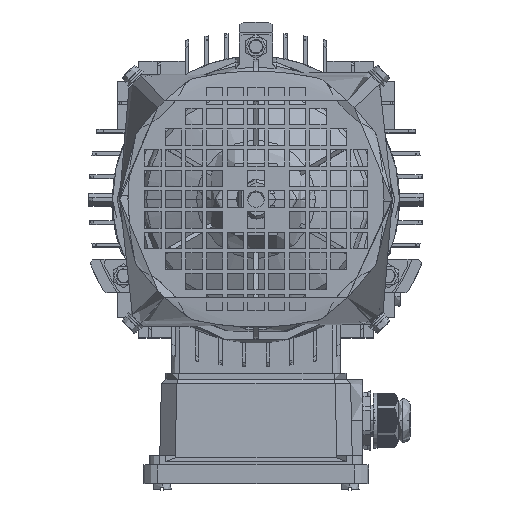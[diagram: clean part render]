
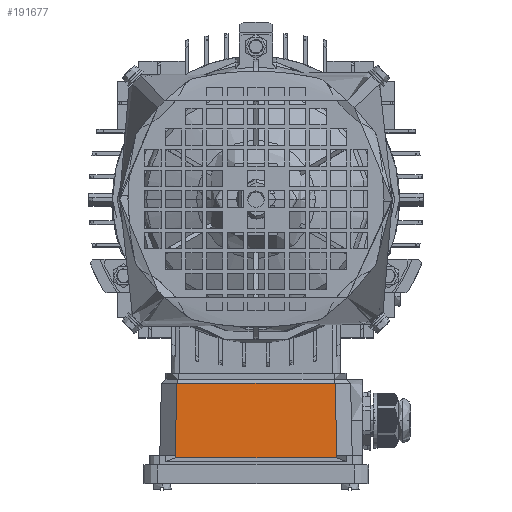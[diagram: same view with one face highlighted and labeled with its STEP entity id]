
A CAD part, top view. The second image highlights one B-rep face of the part: STEP entity #191677.
In plain terms, the highlighted planar face has unit normal (0, 0.023, 1).
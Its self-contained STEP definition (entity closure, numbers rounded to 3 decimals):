
#1575 = CARTESIAN_POINT ( 'NONE',  ( 38.836, -124., 101.614 ) ) ;
#1842 = DIRECTION ( 'NONE',  ( 0.023, 0.999, -0.023 ) ) ;
#2178 = CARTESIAN_POINT ( 'NONE',  ( -39.149, -124., 101.614 ) ) ;
#3080 = VECTOR ( 'NONE', #165925, 1000. ) ;
#4808 = VECTOR ( 'NONE', #198238, 1000. ) ;
#8591 = LINE ( 'NONE', #155177, #188746 ) ;
#9871 = LINE ( 'NONE', #52577, #45385 ) ;
#18034 = LINE ( 'NONE', #100101, #198171 ) ;
#22717 = VECTOR ( 'NONE', #44566, 1000. ) ;
#24836 = CARTESIAN_POINT ( 'NONE',  ( 38.355, -89., 100.82 ) ) ;
#25524 = CARTESIAN_POINT ( 'NONE',  ( -38.859, -125., 101.637 ) ) ;
#25935 = ORIENTED_EDGE ( 'NONE', *, *, #62262, .F. ) ;
#27110 = EDGE_CURVE ( 'NONE', #76697, #119377, #97721, .T. ) ;
#29783 = CARTESIAN_POINT ( 'NONE',  ( -38.836, -124., 101.614 ) ) ;
#35854 = EDGE_CURVE ( 'NONE', #67947, #174252, #44076, .T. ) ;
#43072 = PLANE ( 'NONE',  #221122 ) ;
#44076 = LINE ( 'NONE', #148373, #3080 ) ;
#44566 = DIRECTION ( 'NONE',  ( -1., 0., 0. ) ) ;
#45385 = VECTOR ( 'NONE', #192127, 1000. ) ;
#52577 = CARTESIAN_POINT ( 'NONE',  ( 38.836, -124., 101.614 ) ) ;
#59176 = ORIENTED_EDGE ( 'NONE', *, *, #113446, .F. ) ;
#59287 = EDGE_CURVE ( 'NONE', #67947, #174268, #9871, .T. ) ;
#62262 = EDGE_CURVE ( 'NONE', #119377, #225397, #77569, .T. ) ;
#66657 = VECTOR ( 'NONE', #124750, 1000. ) ;
#67947 = VERTEX_POINT ( 'NONE', #1575 ) ;
#76697 = VERTEX_POINT ( 'NONE', #29783 ) ;
#77569 = LINE ( 'NONE', #107190, #66657 ) ;
#87154 = CARTESIAN_POINT ( 'NONE',  ( 38.859, -125., 101.637 ) ) ;
#92904 = EDGE_LOOP ( 'NONE', ( #25935, #216713, #59176, #170944, #191588, #143108, #221127, #136205 ) ) ;
#97721 = LINE ( 'NONE', #128862, #4808 ) ;
#100101 = CARTESIAN_POINT ( 'NONE',  ( 51.75, -89., 100.82 ) ) ;
#107190 = CARTESIAN_POINT ( 'NONE',  ( -38.752, -106.5, 101.217 ) ) ;
#113446 = EDGE_CURVE ( 'NONE', #191680, #76697, #133636, .T. ) ;
#119377 = VERTEX_POINT ( 'NONE', #2178 ) ;
#124750 = DIRECTION ( 'NONE',  ( 0.023, 0.999, -0.023 ) ) ;
#128862 = CARTESIAN_POINT ( 'NONE',  ( 51.75, -124., 101.614 ) ) ;
#133636 = LINE ( 'NONE', #210967, #220981 ) ;
#136205 = ORIENTED_EDGE ( 'NONE', *, *, #140942, .F. ) ;
#138211 = FACE_OUTER_BOUND ( 'NONE', #92904, .T. ) ;
#140942 = EDGE_CURVE ( 'NONE', #225397, #159205, #18034, .T. ) ;
#143108 = ORIENTED_EDGE ( 'NONE', *, *, #35854, .T. ) ;
#148373 = CARTESIAN_POINT ( 'NONE',  ( 46.682, -124., 101.614 ) ) ;
#151977 = DIRECTION ( 'NONE',  ( 1., 0., 0. ) ) ;
#155177 = CARTESIAN_POINT ( 'NONE',  ( 38.355, -89., 100.82 ) ) ;
#155256 = CARTESIAN_POINT ( 'NONE',  ( -38.355, -89., 100.82 ) ) ;
#159205 = VERTEX_POINT ( 'NONE', #24836 ) ;
#161990 = LINE ( 'NONE', #165870, #22717 ) ;
#165155 = DIRECTION ( 'NONE',  ( 0., 1., -0.023 ) ) ;
#165870 = CARTESIAN_POINT ( 'NONE',  ( 0., -125., 101.637 ) ) ;
#165925 = DIRECTION ( 'NONE',  ( 1., 0., 0. ) ) ;
#170944 = ORIENTED_EDGE ( 'NONE', *, *, #176218, .F. ) ;
#172703 = DIRECTION ( 'NONE',  ( 0.023, -0.999, 0.023 ) ) ;
#174252 = VERTEX_POINT ( 'NONE', #191607 ) ;
#174268 = VERTEX_POINT ( 'NONE', #87154 ) ;
#176218 = EDGE_CURVE ( 'NONE', #174268, #191680, #161990, .T. ) ;
#181144 = CARTESIAN_POINT ( 'NONE',  ( 51.75, -129.955, 101.749 ) ) ;
#188746 = VECTOR ( 'NONE', #172703, 1000. ) ;
#191588 = ORIENTED_EDGE ( 'NONE', *, *, #59287, .F. ) ;
#191607 = CARTESIAN_POINT ( 'NONE',  ( 39.149, -124., 101.614 ) ) ;
#191677 = ADVANCED_FACE ( 'NONE', ( #138211 ), #43072, .F. ) ;
#191680 = VERTEX_POINT ( 'NONE', #25524 ) ;
#192127 = DIRECTION ( 'NONE',  ( 0.023, -0.999, 0.023 ) ) ;
#198171 = VECTOR ( 'NONE', #151977, 1000. ) ;
#198238 = DIRECTION ( 'NONE',  ( -1., 0., 0. ) ) ;
#198702 = DIRECTION ( 'NONE',  ( 0., -0.023, -1. ) ) ;
#210967 = CARTESIAN_POINT ( 'NONE',  ( -38.859, -125., 101.637 ) ) ;
#214321 = EDGE_CURVE ( 'NONE', #159205, #174252, #8591, .T. ) ;
#216713 = ORIENTED_EDGE ( 'NONE', *, *, #27110, .F. ) ;
#220981 = VECTOR ( 'NONE', #1842, 1000. ) ;
#221122 = AXIS2_PLACEMENT_3D ( 'NONE', #181144, #198702, #165155 ) ;
#221127 = ORIENTED_EDGE ( 'NONE', *, *, #214321, .F. ) ;
#225397 = VERTEX_POINT ( 'NONE', #155256 ) ;
